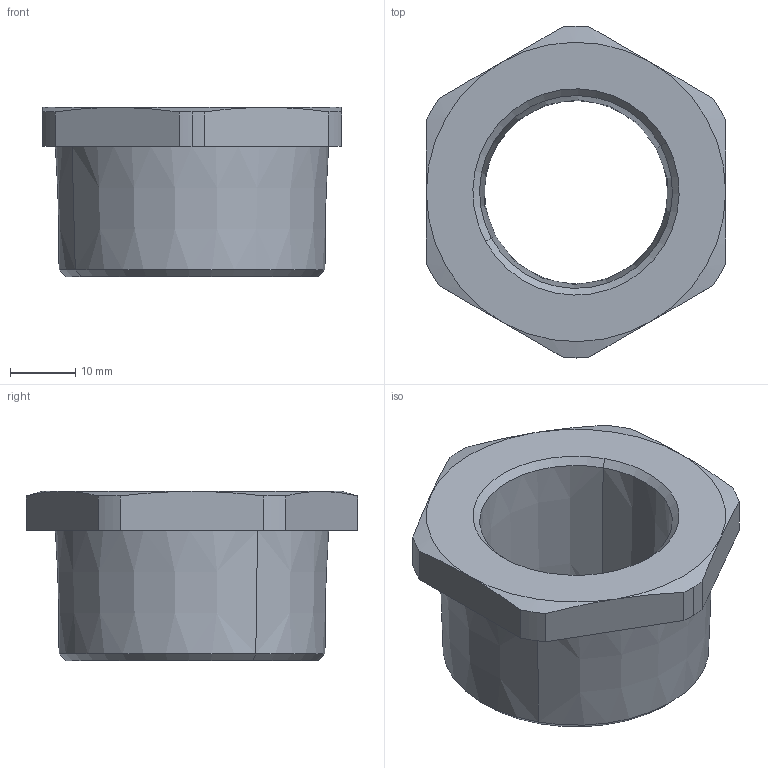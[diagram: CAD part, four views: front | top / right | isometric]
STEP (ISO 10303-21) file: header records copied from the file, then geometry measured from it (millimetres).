
FILE_DESCRIPTION(('CATIA V5 STEP Exchange','CAx-IF Rec.Pracs.--- Model Styling and Organization---1.4--- 2014-01-23'),'2;1');
FILE_NAME ('464018-1_0_1265700000_1265700000.stp','2022-12-20T01:12:21+00:00',('none'),('Weidmueller'),'CATIA Version 5-6 Release 2016 SP3 HF44','CATIA V5 STEP AP214','none');
FILE_SCHEMA(('AUTOMOTIVE_DESIGN { 1 0 10303 214 1 1 1 1 }'));
Length unit declared in the file: millimetre
Products named in the file (1): ADAPS NPT1-1/4-NPT1-W
Bounding box: 46 x 51 x 26 mm (x, y, z)
Volume: 20615.7 mm3; surface area: 7929 mm2
Topology: 1 solids, 1 shells, 35 faces, 88 edges, 56 vertices
Faces by surface type: cone 18, plane 9, cylinder 8
Entity records: 989 total; most frequent: CARTESIAN_POINT 218, ORIENTED_EDGE 176, DIRECTION 112, EDGE_CURVE 88, AXIS2_PLACEMENT_3D 60, VERTEX_POINT 56, CIRCLE 40, EDGE_LOOP 38
